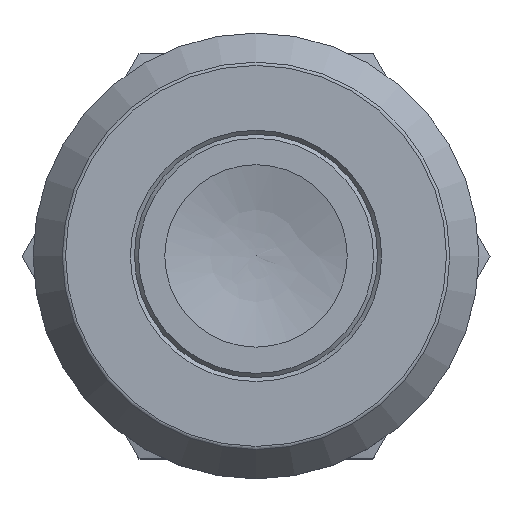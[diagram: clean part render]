
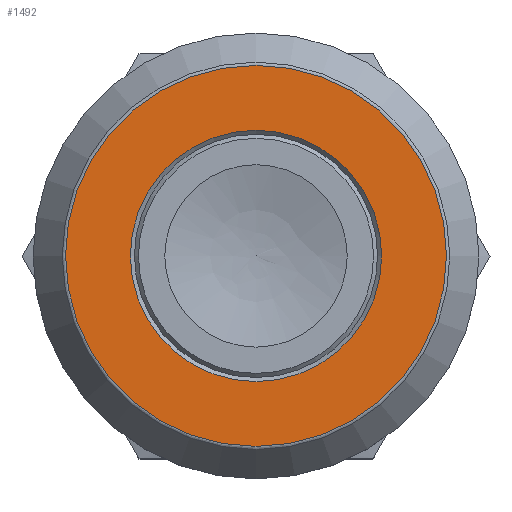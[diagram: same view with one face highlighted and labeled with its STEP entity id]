
A CAD part, top view. The second image highlights one B-rep face of the part: STEP entity #1492.
In plain terms, the highlighted planar face has unit normal (0, 0, 1).
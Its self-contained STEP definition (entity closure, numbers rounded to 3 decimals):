
#78=FACE_BOUND('',#274,.T.);
#94=PLANE('',#1630);
#174=FACE_OUTER_BOUND('',#273,.T.);
#273=EDGE_LOOP('',(#1197));
#274=EDGE_LOOP('',(#1198));
#339=CIRCLE('',#1628,4.7);
#341=CIRCLE('',#1631,3.1);
#679=VERTEX_POINT('',#4026);
#680=VERTEX_POINT('',#4031);
#876=EDGE_CURVE('',#679,#679,#339,.T.);
#878=EDGE_CURVE('',#680,#680,#341,.T.);
#1197=ORIENTED_EDGE('',*,*,#876,.F.);
#1198=ORIENTED_EDGE('',*,*,#878,.F.);
#1492=ADVANCED_FACE('',(#174,#78),#94,.T.);
#1628=AXIS2_PLACEMENT_3D('',#4028,#1901,#1902);
#1630=AXIS2_PLACEMENT_3D('',#4030,#1905,#1906);
#1631=AXIS2_PLACEMENT_3D('',#4032,#1907,#1908);
#1901=DIRECTION('center_axis',(0.,0.,-1.));
#1902=DIRECTION('ref_axis',(1.,0.,0.));
#1905=DIRECTION('center_axis',(0.,0.,1.));
#1906=DIRECTION('ref_axis',(1.,0.,0.));
#1907=DIRECTION('center_axis',(0.,0.,1.));
#1908=DIRECTION('ref_axis',(1.,0.,0.));
#4026=CARTESIAN_POINT('',(4.7,0.,1.75));
#4028=CARTESIAN_POINT('Origin',(0.,0.,1.75));
#4030=CARTESIAN_POINT('Origin',(0.,0.,1.75));
#4031=CARTESIAN_POINT('',(-3.1,0.,1.75));
#4032=CARTESIAN_POINT('Origin',(0.,0.,1.75));
